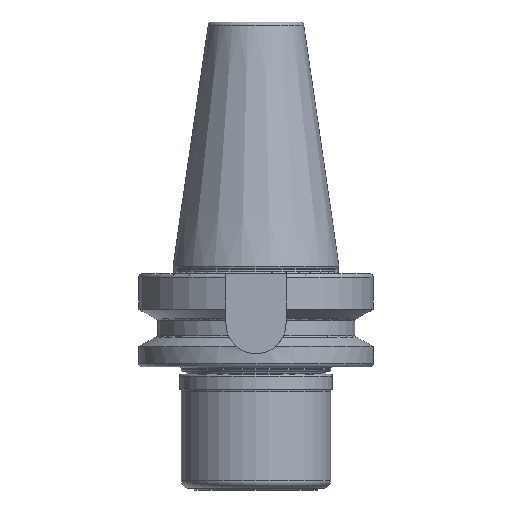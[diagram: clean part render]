
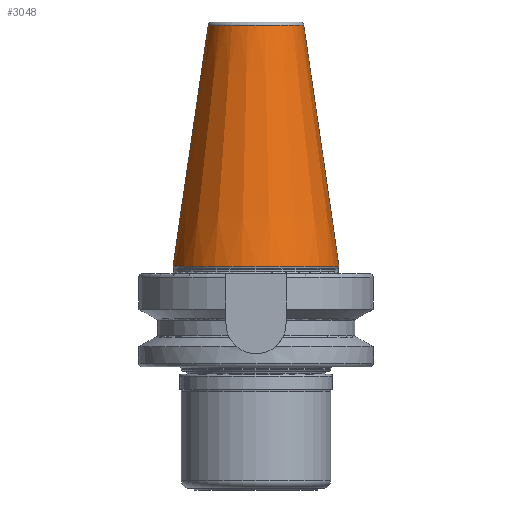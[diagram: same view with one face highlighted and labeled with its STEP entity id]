
A CAD part, left-side view. The second image highlights one B-rep face of the part: STEP entity #3048.
In plain terms, the highlighted conical face has half-angle 8.297 degrees and reference radius 17.519 mm.
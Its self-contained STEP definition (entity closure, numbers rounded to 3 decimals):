
#1010=CARTESIAN_POINT('',(0,0,91.544));
#1011=DIRECTION('',(0,0,1));
#1012=DIRECTION('',(0,1,0));
#1013=AXIS2_PLACEMENT_3D('',#1010,#1011,#1012);
#1015=DIRECTION('',(0.,0.144,0.99));
#1016=VECTOR('',#1015,65.227);
#1017=CARTESIAN_POINT('',(0,-22.225,27));
#1018=LINE('',#1017,#1016);
#1019=CARTESIAN_POINT('',(0,0,27));
#1020=DIRECTION('',(0,0,1));
#1021=DIRECTION('',(0,1,0));
#1022=AXIS2_PLACEMENT_3D('',#1019,#1020,#1021);
#1024=DIRECTION('',(0.,-0.144,0.99));
#1025=VECTOR('',#1024,65.227);
#1026=CARTESIAN_POINT('',(0,22.225,27));
#1027=LINE('',#1026,#1025);
#1488=CARTESIAN_POINT('',(0,22.225,27));
#1490=VERTEX_POINT('',#1488);
#1504=CARTESIAN_POINT('',(0,-22.225,27));
#1506=VERTEX_POINT('',#1504);
#1531=CARTESIAN_POINT('',(0,12.812,91.544));
#1532=CARTESIAN_POINT('',(0,-12.812,91.544));
#1533=VERTEX_POINT('',#1531);
#1534=VERTEX_POINT('',#1532);
#3034=CARTESIAN_POINT('',(0,0,59.272));
#3035=DIRECTION('',(0,0,-1));
#3036=DIRECTION('',(0,-1,0));
#3037=AXIS2_PLACEMENT_3D('',#3034,#3035,#3036);
#3038=CONICAL_SURFACE('',#3037,17.519,8.297);
#3040=ORIENTED_EDGE('',*,*,#3039,.T.);
#3042=ORIENTED_EDGE('',*,*,#3041,.F.);
#3043=ORIENTED_EDGE('',*,*,#3027,.F.);
#3045=ORIENTED_EDGE('',*,*,#3044,.T.);
#3046=EDGE_LOOP('',(#3040,#3042,#3043,#3045));
#3047=FACE_OUTER_BOUND('',#3046,.F.);
#3048=ADVANCED_FACE('',(#3047),#3038,.T.);
#1014=CIRCLE('',#1013,12.812);
#1023=CIRCLE('',#1022,22.225);
#3027=EDGE_CURVE('',#1490,#1506,#1023,.T.);
#3039=EDGE_CURVE('',#1533,#1534,#1014,.T.);
#3041=EDGE_CURVE('',#1506,#1534,#1018,.T.);
#3044=EDGE_CURVE('',#1490,#1533,#1027,.T.);
